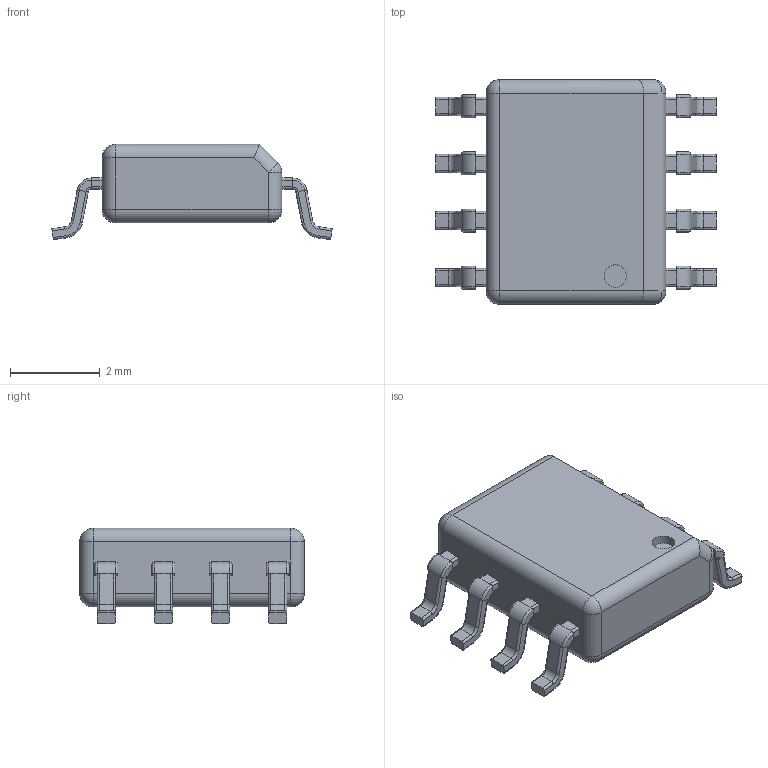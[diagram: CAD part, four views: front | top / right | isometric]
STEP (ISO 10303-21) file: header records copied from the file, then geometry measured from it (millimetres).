
FILE_DESCRIPTION(/* description */ (''),/* implementation_level */ '2;1');
FILE_NAME(/* name */ 'SO-8 v1.step',/* time_stamp */ '2023-12-03T12:33:59+09:00',/* author */ (''),/* organization */ (''),/* preprocessor_version */ 'ST-DEVELOPER v20',/* originating_system */ 'Autodesk Translation Framework v12.14.0.127',/* authorisation */ '');
FILE_SCHEMA (('AUTOMOTIVE_DESIGN { 1 0 10303 214 3 1 1 }'));
Length unit declared in the file: millimetre
Products named in the file (1): SO-8
Bounding box: 6.23 x 5 x 2.12 mm (x, y, z)
Volume: 35.2 mm3; surface area: 84.4 mm2
Topology: 1 solids, 1 shells, 359 faces, 898 edges, 542 vertices
Faces by surface type: plane 144, cylinder 143, torus 64, sphere 8
Full cylindrical faces by diameter (mm): 0.5 x1
Entity records: 10702 total; most frequent: DIRECTION 2022, CARTESIAN_POINT 1792, ORIENTED_EDGE 1780, EDGE_CURVE 890, AXIS2_PLACEMENT_3D 772, VERTEX_POINT 542, LINE 478, VECTOR 478
